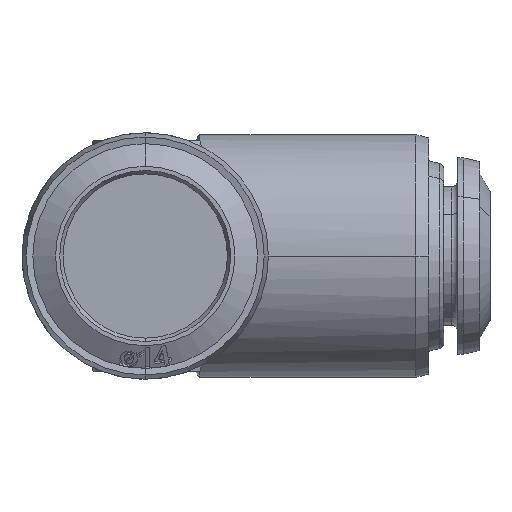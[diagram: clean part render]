
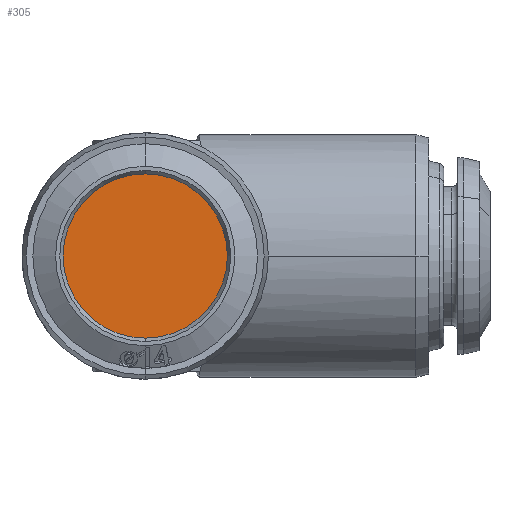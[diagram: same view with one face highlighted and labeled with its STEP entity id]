
A CAD part, left-side view. The second image highlights one B-rep face of the part: STEP entity #305.
In plain terms, the highlighted planar face has unit normal (-1, 0, 0).
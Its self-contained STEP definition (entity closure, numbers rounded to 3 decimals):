
#57 = EDGE_CURVE ( 'NONE', #358, #359, #8571, .T. ) ;
#72 = AXIS2_PLACEMENT_3D ( 'NONE', #11409, #11408, #11407 ) ;
#305 = ADVANCED_FACE ( 'NONE', ( #7278 ), #5084, .F. ) ;
#358 = VERTEX_POINT ( 'NONE', #3461 ) ;
#359 = VERTEX_POINT ( 'NONE', #3462 ) ;
#1235 = EDGE_LOOP ( 'NONE', ( #8336, #8337 ) ) ;
#2535 = AXIS2_PLACEMENT_3D ( 'NONE', #14177, #14178, #14179 ) ;
#3461 = CARTESIAN_POINT ( 'NONE',  ( -19.6, 0., -7.1 ) ) ;
#3462 = CARTESIAN_POINT ( 'NONE',  ( -19.6, 0., 7.1 ) ) ;
#3633 = CIRCLE ( 'NONE', #2535, 7.1 ) ;
#4932 = EDGE_CURVE ( 'NONE', #359, #358, #3633, .T. ) ;
#5082 = CARTESIAN_POINT ( 'NONE',  ( -19.6, 0., 0. ) ) ;
#5084 = PLANE ( 'NONE',  #5222 ) ;
#5086 = DIRECTION ( 'NONE',  ( 1., 0., 0. ) ) ;
#5087 = DIRECTION ( 'NONE',  ( 0., 1., 0. ) ) ;
#5222 = AXIS2_PLACEMENT_3D ( 'NONE', #5082, #5086, #5087 ) ;
#7278 = FACE_OUTER_BOUND ( 'NONE', #1235, .T. ) ;
#8336 = ORIENTED_EDGE ( 'NONE', *, *, #4932, .F. ) ;
#8337 = ORIENTED_EDGE ( 'NONE', *, *, #57, .F. ) ;
#8571 = CIRCLE ( 'NONE', #72, 7.1 ) ;
#11407 = DIRECTION ( 'NONE',  ( 0., 0., 1. ) ) ;
#11408 = DIRECTION ( 'NONE',  ( 1., 0., 0. ) ) ;
#11409 = CARTESIAN_POINT ( 'NONE',  ( -19.6, 0., 0. ) ) ;
#14177 = CARTESIAN_POINT ( 'NONE',  ( -19.6, 0., 0. ) ) ;
#14178 = DIRECTION ( 'NONE',  ( 1., 0., 0. ) ) ;
#14179 = DIRECTION ( 'NONE',  ( 0., 0., 1. ) ) ;
